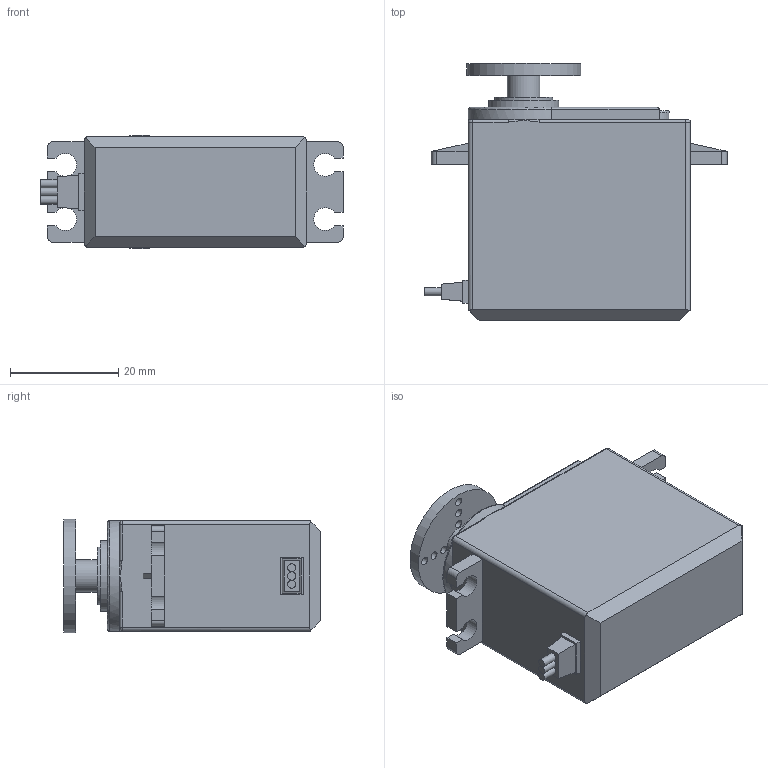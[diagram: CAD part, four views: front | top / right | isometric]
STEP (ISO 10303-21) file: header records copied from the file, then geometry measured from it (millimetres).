
FILE_DESCRIPTION(/* description */ (''),/* implementation_level */ '2;1');
FILE_NAME(/* name */ 'Servo Motor MG996R_R1 v2.step',/* time_stamp */ '2021-02-16T22:50:25+01:00',/* author */ (''),/* organization */ (''),/* preprocessor_version */ 'ST-DEVELOPER v18.1',/* originating_system */ 'Autodesk Translation Framework v9.7.1.1290',/* authorisation */ '');
FILE_SCHEMA (('AUTOMOTIVE_DESIGN { 1 0 10303 214 3 1 1 }'));
Length unit declared in the file: millimetre
Products named in the file (1): Servo Motor MG996R_R1
Bounding box: 55.8 x 47.4 x 21 mm (x, y, z)
Volume: 33876.6 mm3; surface area: 7974.1 mm2
Topology: 4 solids, 5 shells, 125 faces, 302 edges, 189 vertices
Faces by surface type: plane 69, cylinder 44, bspline 10, torus 2
Full cylindrical faces by diameter (mm): 1.5 x15, 2.5 x1, 6 x1, 10.7 x1, 13 x1, 21 x1
Entity records: 4132 total; most frequent: CARTESIAN_POINT 1088, DIRECTION 613, ORIENTED_EDGE 592, EDGE_CURVE 296, AXIS2_PLACEMENT_3D 215, VERTEX_POINT 189, LINE 183, VECTOR 183
